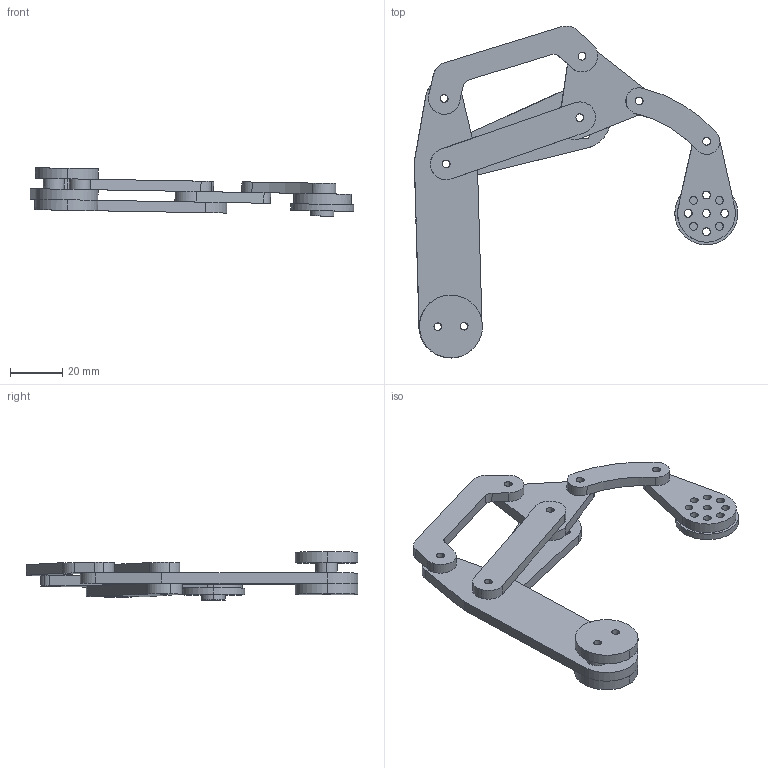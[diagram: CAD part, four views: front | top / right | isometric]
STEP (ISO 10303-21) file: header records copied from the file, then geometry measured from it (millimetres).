
FILE_DESCRIPTION (( 'STEP AP214' ), '1' );
FILE_NAME ('??????????.STEP', '2024-05-20T16:49:17', ( '' ), ( '' ), 'SwSTEP 2.0', 'SolidWorks 2020', '' );
FILE_SCHEMA (( 'AUTOMOTIVE_DESIGN' ));
Length unit declared in the file: millimetre
Products named in the file (11): back5.step; ??????????; back6.step; back9.step; back7.step; back10.step; back3.step; back4.step; back2.step; back1.step; back8.step
Assembly tree (12 placements, depth 2):
  ??????????
    back1.step
    back10.step  x2
    back2.step
    back3.step
    back4.step
    back5.step
    back6.step
    back7.step  x2
    back8.step
    back9.step
Bounding box: 123.41 x 126.61 x 18.49 mm (x, y, z)
Volume: 31538.3 mm3; surface area: 23000.5 mm2
Topology: 12 solids, 12 shells, 183 faces, 471 edges, 314 vertices
Faces by surface type: cylinder 138, plane 45
Entity records: 5903 total; most frequent: DIRECTION 1051, CARTESIAN_POINT 907, ORIENTED_EDGE 870, EDGE_CURVE 435, AXIS2_PLACEMENT_3D 434, VERTEX_POINT 290, CIRCLE 252, EDGE_LOOP 251
